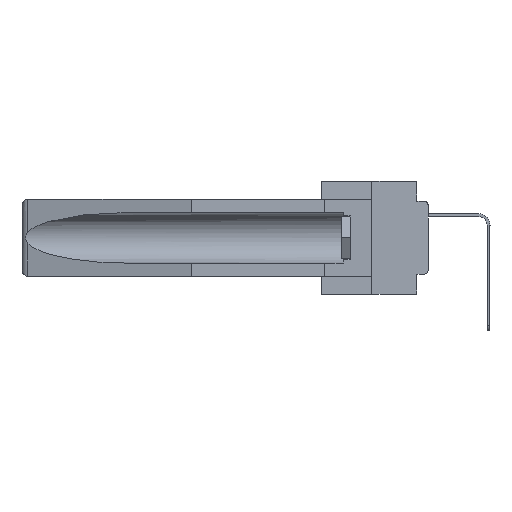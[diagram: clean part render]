
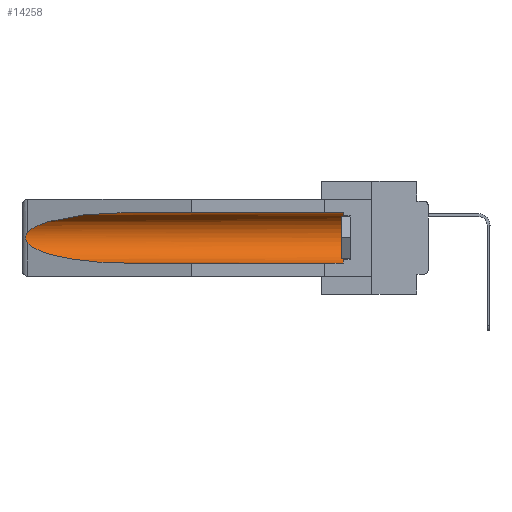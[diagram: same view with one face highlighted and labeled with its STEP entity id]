
A CAD part, left-side view. The second image highlights one B-rep face of the part: STEP entity #14258.
In plain terms, the highlighted cylindrical face has radius 2.857 mm (diameter 5.715 mm), a partial arc.
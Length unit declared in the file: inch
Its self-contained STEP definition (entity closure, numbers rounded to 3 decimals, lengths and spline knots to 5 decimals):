
#401 = CARTESIAN_POINT ( 'NONE',  ( 0.26537, 1.52718, -0.19328 ) ) ;
#690 = DIRECTION ( 'NONE',  ( 0., 0., 1. ) ) ;
#697 = FACE_OUTER_BOUND ( 'NONE', #3869, .T. ) ;
#1058 = DIRECTION ( 'NONE',  ( 0., 0., 1. ) ) ;
#1116 = CARTESIAN_POINT ( 'NONE',  ( 0.26537, 1.52718, -0.19328 ) ) ;
#1562 = CARTESIAN_POINT ( 'NONE',  ( 0.155, -0.30754, -0.284 ) ) ;
#1596 = EDGE_CURVE ( 'NONE', #18741, #2089, #22704, .T. ) ;
#2089 = VERTEX_POINT ( 'NONE', #21221 ) ;
#2800 = CARTESIAN_POINT ( 'NONE',  ( 0.155, 1.07973, -0.059 ) ) ;
#3196 = CARTESIAN_POINT ( 'NONE',  ( 0.25451, 1.48313, -0.24835 ) ) ;
#3342 = VERTEX_POINT ( 'NONE', #19753 ) ;
#3869 = EDGE_LOOP ( 'NONE', ( #4372, #10773, #8346, #27734, #18178, #26265 ) ) ;
#4372 = ORIENTED_EDGE ( 'NONE', *, *, #19239, .T. ) ;
#4416 =( BOUNDED_CURVE ( )  B_SPLINE_CURVE ( 3, ( #1116, #3196, #22820, #11968 ),
 .UNSPECIFIED., .F., .F. ) 
 B_SPLINE_CURVE_WITH_KNOTS ( ( 4, 4 ),
 ( 0.1948, 1.5708 ),
 .UNSPECIFIED. ) 
 CURVE ( )  GEOMETRIC_REPRESENTATION_ITEM ( )  RATIONAL_B_SPLINE_CURVE ( ( 1., 0.848, 0.848, 1. ) ) 
 REPRESENTATION_ITEM ( '' )  );
#5101 = CYLINDRICAL_SURFACE ( 'NONE', #13039, 0.1125 ) ;
#5417 = CARTESIAN_POINT ( 'NONE',  ( 0.155, 1.07973, -0.284 ) ) ;
#7209 = CARTESIAN_POINT ( 'NONE',  ( 0.26597, 1.5296, -0.19026 ) ) ;
#7330 = EDGE_CURVE ( 'NONE', #25585, #18741, #18869, .T. ) ;
#8047 = EDGE_CURVE ( 'NONE', #16047, #16645, #4416, .T. ) ;
#8346 = ORIENTED_EDGE ( 'NONE', *, *, #8047, .T. ) ;
#9128 = CARTESIAN_POINT ( 'NONE',  ( 0.155, -0.30754, -0.1715 ) ) ;
#9434 = CARTESIAN_POINT ( 'NONE',  ( 0.25451, 1.48313, -0.09465 ) ) ;
#10110 = AXIS2_PLACEMENT_3D ( 'NONE', #20385, #22365, #1058 ) ;
#10773 = ORIENTED_EDGE ( 'NONE', *, *, #16567, .T. ) ;
#11426 = CARTESIAN_POINT ( 'NONE',  ( 0.2673, 1.5327, -0.16383 ) ) ;
#11968 = CARTESIAN_POINT ( 'NONE',  ( 0.155, 1.07973, -0.284 ) ) ;
#13039 = AXIS2_PLACEMENT_3D ( 'NONE', #9128, #15823, #690 ) ;
#13646 = CARTESIAN_POINT ( 'NONE',  ( 0.2673, 1.53269, -0.17917 ) ) ;
#13741 = CARTESIAN_POINT ( 'NONE',  ( 0.26654, 1.53092, -0.15636 ) ) ;
#13862 = CARTESIAN_POINT ( 'NONE',  ( 0.26537, 1.52718, -0.19328 ) ) ;
#14199 = B_SPLINE_CURVE_WITH_KNOTS ( 'NONE', 3,
 ( #22565, #22286, #13741, #11426, #18132, #26592, #13646, #24694, #7209, #401 ),
 .UNSPECIFIED., .F., .F.,
 ( 4, 2, 2, 2, 4 ),
 ( 0., 0.00029, 0.00058, 0.00087, 0.00117 ),
 .UNSPECIFIED. ) ;
#14258 = ADVANCED_FACE ( 'NONE', ( #697 ), #5101, .F. ) ;
#15580 =( BOUNDED_CURVE ( )  B_SPLINE_CURVE ( 3, ( #2800, #15939, #9434, #26910 ),
 .UNSPECIFIED., .F., .F. ) 
 B_SPLINE_CURVE_WITH_KNOTS ( ( 4, 4 ),
 ( 4.71239, 6.08839 ),
 .UNSPECIFIED. ) 
 CURVE ( )  GEOMETRIC_REPRESENTATION_ITEM ( )  RATIONAL_B_SPLINE_CURVE ( ( 1., 0.848, 0.848, 1. ) ) 
 REPRESENTATION_ITEM ( '' )  );
#15823 = DIRECTION ( 'NONE',  ( 0., 1., 0. ) ) ;
#15939 = CARTESIAN_POINT ( 'NONE',  ( 0.21114, 1.30732, -0.059 ) ) ;
#16047 = VERTEX_POINT ( 'NONE', #13862 ) ;
#16567 = EDGE_CURVE ( 'NONE', #3342, #16047, #14199, .T. ) ;
#16645 = VERTEX_POINT ( 'NONE', #5417 ) ;
#16893 = VECTOR ( 'NONE', #26202, 39.37008 ) ;
#17687 = LINE ( 'NONE', #1562, #25856 ) ;
#18132 = CARTESIAN_POINT ( 'NONE',  ( 0.2675, 1.53308, -0.16763 ) ) ;
#18178 = ORIENTED_EDGE ( 'NONE', *, *, #7330, .T. ) ;
#18483 = CARTESIAN_POINT ( 'NONE',  ( 0.155, 0.126, -0.059 ) ) ;
#18741 = VERTEX_POINT ( 'NONE', #18483 ) ;
#18869 = CIRCLE ( 'NONE', #10110, 0.1125 ) ;
#19239 = EDGE_CURVE ( 'NONE', #2089, #3342, #15580, .T. ) ;
#19579 = EDGE_CURVE ( 'NONE', #25585, #16645, #17687, .T. ) ;
#19753 = CARTESIAN_POINT ( 'NONE',  ( 0.26537, 1.52718, -0.14972 ) ) ;
#19827 = CARTESIAN_POINT ( 'NONE',  ( 0.155, 0.126, -0.284 ) ) ;
#20385 = CARTESIAN_POINT ( 'NONE',  ( 0.155, 0.126, -0.1715 ) ) ;
#21221 = CARTESIAN_POINT ( 'NONE',  ( 0.155, 1.07973, -0.059 ) ) ;
#21256 = DIRECTION ( 'NONE',  ( 0., 1., 0. ) ) ;
#22286 = CARTESIAN_POINT ( 'NONE',  ( 0.26597, 1.52961, -0.15275 ) ) ;
#22365 = DIRECTION ( 'NONE',  ( 0., -1., 0. ) ) ;
#22565 = CARTESIAN_POINT ( 'NONE',  ( 0.26537, 1.52718, -0.14972 ) ) ;
#22704 = LINE ( 'NONE', #24003, #16893 ) ;
#22820 = CARTESIAN_POINT ( 'NONE',  ( 0.21114, 1.30732, -0.284 ) ) ;
#24003 = CARTESIAN_POINT ( 'NONE',  ( 0.155, -0.30754, -0.059 ) ) ;
#24694 = CARTESIAN_POINT ( 'NONE',  ( 0.26655, 1.53094, -0.18657 ) ) ;
#25585 = VERTEX_POINT ( 'NONE', #19827 ) ;
#25856 = VECTOR ( 'NONE', #21256, 39.37008 ) ;
#26202 = DIRECTION ( 'NONE',  ( 0., 1., 0. ) ) ;
#26265 = ORIENTED_EDGE ( 'NONE', *, *, #1596, .T. ) ;
#26592 = CARTESIAN_POINT ( 'NONE',  ( 0.2675, 1.53308, -0.17534 ) ) ;
#26910 = CARTESIAN_POINT ( 'NONE',  ( 0.26537, 1.52718, -0.14972 ) ) ;
#27734 = ORIENTED_EDGE ( 'NONE', *, *, #19579, .F. ) ;
